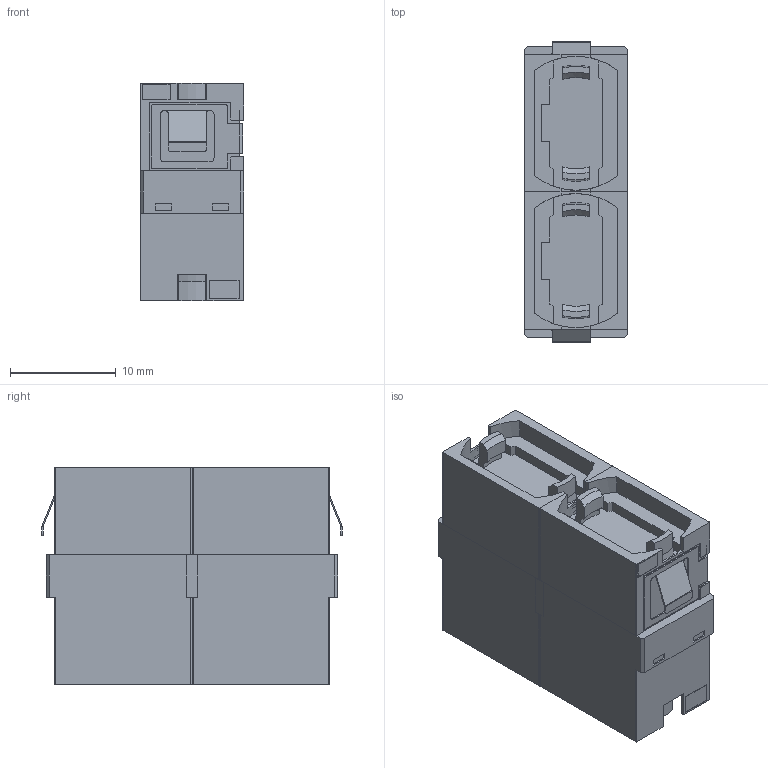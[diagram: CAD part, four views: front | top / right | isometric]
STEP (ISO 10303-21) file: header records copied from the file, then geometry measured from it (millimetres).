
FILE_DESCRIPTION (( 'STEP AP214' ), '1' );
FILE_NAME ('FOA-824-GRN_3D.STEP', '2022-02-09T20:40:45', ( '' ), ( '' ), 'SwSTEP 2.0', 'SolidWorks 2021', '' );
FILE_SCHEMA (( 'AUTOMOTIVE_DESIGN' ));
Length unit declared in the file: inch
Products named in the file (2): FOA-824-GRN_3D; FOA-825-GRN_KEY UP TO KEY DOWN
Assembly tree (2 placements, depth 2):
  FOA-824-GRN_3D
    FOA-825-GRN_KEY UP TO KEY DOWN  x2
Bounding box: 9.8 x 28.42 x 20.6 mm (x, y, z)
Volume: 4471.4 mm3; surface area: 3163.3 mm2
Topology: 2 solids, 2 shells, 600 faces, 1658 edges, 1098 vertices
Faces by surface type: plane 416, cylinder 160, cone 24
Entity records: 13465 total; most frequent: CARTESIAN_POINT 1782, ORIENTED_EDGE 1658, DIRECTION 1584, EDGE_CURVE 829, LINE 618, VECTOR 618, VERTEX_POINT 549, AXIS2_PLACEMENT_3D 483
